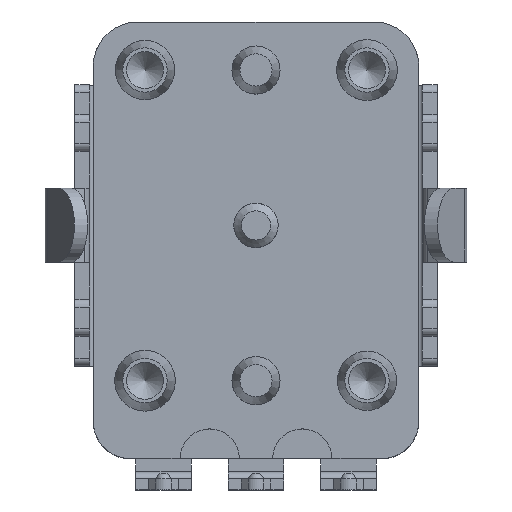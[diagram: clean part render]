
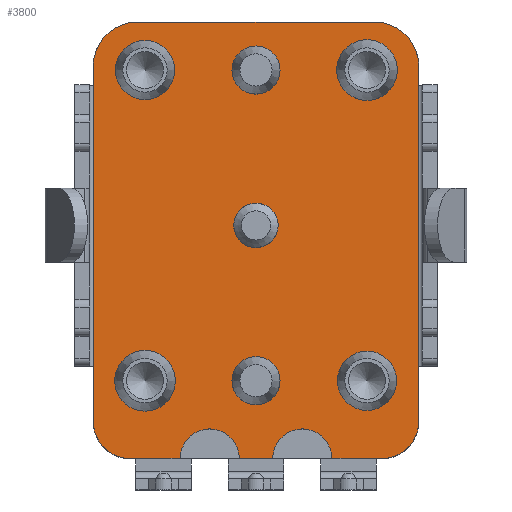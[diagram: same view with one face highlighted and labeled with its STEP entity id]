
A CAD part, top view. The second image highlights one B-rep face of the part: STEP entity #3800.
In plain terms, the highlighted planar face has unit normal (0, 0, 1).
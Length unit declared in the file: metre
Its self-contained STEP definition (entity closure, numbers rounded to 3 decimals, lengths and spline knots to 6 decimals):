
#204=CIRCLE('',#4813,0.0008);
#205=CIRCLE('',#4815,0.0008);
#217=CIRCLE('',#4850,0.0012);
#219=CIRCLE('',#4854,0.001);
#221=CIRCLE('',#4857,0.001);
#223=CIRCLE('',#4861,0.0012);
#224=CIRCLE('',#4863,0.0006);
#225=CIRCLE('',#4864,0.00082);
#226=CIRCLE('',#4865,0.00065);
#227=CIRCLE('',#4866,0.0008);
#228=CIRCLE('',#4867,0.00082);
#229=CIRCLE('',#4868,0.00065);
#230=CIRCLE('',#4869,0.0008);
#1120=ORIENTED_EDGE('',*,*,#1700,.F.);
#1121=ORIENTED_EDGE('',*,*,#1766,.T.);
#1122=ORIENTED_EDGE('',*,*,#1756,.T.);
#1123=ORIENTED_EDGE('',*,*,#1754,.T.);
#1124=ORIENTED_EDGE('',*,*,#1752,.T.);
#1125=ORIENTED_EDGE('',*,*,#1749,.T.);
#1126=ORIENTED_EDGE('',*,*,#1765,.T.);
#1127=ORIENTED_EDGE('',*,*,#1763,.T.);
#1128=ORIENTED_EDGE('',*,*,#1761,.T.);
#1129=ORIENTED_EDGE('',*,*,#1767,.T.);
#1130=ORIENTED_EDGE('',*,*,#1703,.F.);
#1131=ORIENTED_EDGE('',*,*,#1768,.T.);
#1132=ORIENTED_EDGE('',*,*,#1769,.T.);
#1133=ORIENTED_EDGE('',*,*,#1770,.F.);
#1134=ORIENTED_EDGE('',*,*,#1771,.F.);
#1135=ORIENTED_EDGE('',*,*,#1772,.F.);
#1136=ORIENTED_EDGE('',*,*,#1773,.F.);
#1137=ORIENTED_EDGE('',*,*,#1774,.F.);
#1138=ORIENTED_EDGE('',*,*,#1775,.F.);
#1700=EDGE_CURVE('',#2078,#2079,#204,.T.);
#1703=EDGE_CURVE('',#2080,#2081,#205,.T.);
#1749=EDGE_CURVE('',#2115,#2114,#2500,.T.);
#1752=EDGE_CURVE('',#2116,#2115,#217,.T.);
#1754=EDGE_CURVE('',#2117,#2116,#2504,.T.);
#1756=EDGE_CURVE('',#2119,#2117,#219,.T.);
#1761=EDGE_CURVE('',#2120,#2122,#221,.T.);
#1763=EDGE_CURVE('',#2123,#2120,#2509,.T.);
#1765=EDGE_CURVE('',#2114,#2123,#223,.T.);
#1766=EDGE_CURVE('',#2078,#2119,#2510,.T.);
#1767=EDGE_CURVE('',#2122,#2081,#2511,.T.);
#1768=EDGE_CURVE('',#2080,#2079,#2512,.T.);
#1769=EDGE_CURVE('',#2124,#2124,#224,.F.);
#1770=EDGE_CURVE('',#2125,#2125,#225,.T.);
#1771=EDGE_CURVE('',#2126,#2126,#226,.T.);
#1772=EDGE_CURVE('',#2127,#2127,#227,.T.);
#1773=EDGE_CURVE('',#2128,#2128,#228,.T.);
#1774=EDGE_CURVE('',#2129,#2129,#229,.T.);
#1775=EDGE_CURVE('',#2130,#2130,#230,.T.);
#2078=VERTEX_POINT('',#6856);
#2079=VERTEX_POINT('',#6858);
#2080=VERTEX_POINT('',#6862);
#2081=VERTEX_POINT('',#6864);
#2114=VERTEX_POINT('',#6960);
#2115=VERTEX_POINT('',#6962);
#2116=VERTEX_POINT('',#6966);
#2117=VERTEX_POINT('',#6970);
#2119=VERTEX_POINT('',#6976);
#2120=VERTEX_POINT('',#6980);
#2122=VERTEX_POINT('',#6984);
#2123=VERTEX_POINT('',#6988);
#2124=VERTEX_POINT('',#6998);
#2125=VERTEX_POINT('',#7000);
#2126=VERTEX_POINT('',#7002);
#2127=VERTEX_POINT('',#7004);
#2128=VERTEX_POINT('',#7006);
#2129=VERTEX_POINT('',#7008);
#2130=VERTEX_POINT('',#7010);
#2500=LINE('',#6961,#2871);
#2504=LINE('',#6971,#2875);
#2509=LINE('',#6989,#2880);
#2510=LINE('',#6994,#2881);
#2511=LINE('',#6995,#2882);
#2512=LINE('',#6996,#2883);
#2871=VECTOR('',#5835,1.);
#2875=VECTOR('',#5845,1.);
#2880=VECTOR('',#5864,1.);
#2881=VECTOR('',#5873,1.);
#2882=VECTOR('',#5874,1.);
#2883=VECTOR('',#5875,1.);
#3065=EDGE_LOOP('',(#1120,#1121,#1122,#1123,#1124,#1125,#1126,#1127,#1128,
#1129,#1130,#1131));
#3066=EDGE_LOOP('',(#1132));
#3067=EDGE_LOOP('',(#1133));
#3068=EDGE_LOOP('',(#1134));
#3069=EDGE_LOOP('',(#1135));
#3070=EDGE_LOOP('',(#1136));
#3071=EDGE_LOOP('',(#1137));
#3072=EDGE_LOOP('',(#1138));
#3313=FACE_BOUND('',#3065,.T.);
#3314=FACE_BOUND('',#3066,.T.);
#3315=FACE_BOUND('',#3067,.T.);
#3316=FACE_BOUND('',#3068,.T.);
#3317=FACE_BOUND('',#3069,.T.);
#3318=FACE_BOUND('',#3070,.T.);
#3319=FACE_BOUND('',#3071,.T.);
#3320=FACE_BOUND('',#3072,.T.);
#3509=PLANE('',#4862);
#3800=ADVANCED_FACE('',(#3313,#3314,#3315,#3316,#3317,#3318,#3319,#3320),
#3509,.T.);
#4813=AXIS2_PLACEMENT_3D('',#6857,#5731,#5732);
#4815=AXIS2_PLACEMENT_3D('',#6863,#5737,#5738);
#4850=AXIS2_PLACEMENT_3D('',#6967,#5840,#5841);
#4854=AXIS2_PLACEMENT_3D('',#6975,#5850,#5851);
#4857=AXIS2_PLACEMENT_3D('',#6985,#5859,#5860);
#4861=AXIS2_PLACEMENT_3D('',#6992,#5869,#5870);
#4862=AXIS2_PLACEMENT_3D('',#6993,#5871,#5872);
#4863=AXIS2_PLACEMENT_3D('',#6997,#5876,#5877);
#4864=AXIS2_PLACEMENT_3D('',#6999,#5878,#5879);
#4865=AXIS2_PLACEMENT_3D('',#7001,#5880,#5881);
#4866=AXIS2_PLACEMENT_3D('',#7003,#5882,#5883);
#4867=AXIS2_PLACEMENT_3D('',#7005,#5884,#5885);
#4868=AXIS2_PLACEMENT_3D('',#7007,#5886,#5887);
#4869=AXIS2_PLACEMENT_3D('',#7009,#5888,#5889);
#5731=DIRECTION('',(0.,0.,1.));
#5732=DIRECTION('',(-1.,0.,0.));
#5737=DIRECTION('',(0.,0.,1.));
#5738=DIRECTION('',(-1.,0.,0.));
#5835=DIRECTION('',(-1.,0.,0.));
#5840=DIRECTION('',(0.,0.,1.));
#5841=DIRECTION('',(-1.,0.,0.));
#5845=DIRECTION('',(0.,1.,0.));
#5850=DIRECTION('',(0.,0.,1.));
#5851=DIRECTION('',(1.,0.,0.));
#5859=DIRECTION('',(0.,0.,1.));
#5860=DIRECTION('',(1.,0.,0.));
#5864=DIRECTION('',(0.,-1.,0.));
#5869=DIRECTION('',(0.,0.,1.));
#5870=DIRECTION('',(1.,0.,0.));
#5871=DIRECTION('',(0.,0.,1.));
#5872=DIRECTION('',(1.,0.,0.));
#5873=DIRECTION('',(1.,0.,0.));
#5874=DIRECTION('',(1.,0.,0.));
#5875=DIRECTION('',(1.,0.,0.));
#5876=DIRECTION('',(0.,0.,1.));
#5877=DIRECTION('',(1.,0.,0.));
#5878=DIRECTION('',(0.,0.,1.));
#5879=DIRECTION('',(1.,0.,0.));
#5880=DIRECTION('',(0.,0.,1.));
#5881=DIRECTION('',(1.,0.,0.));
#5882=DIRECTION('',(0.,0.,1.));
#5883=DIRECTION('',(1.,0.,0.));
#5884=DIRECTION('',(0.,0.,1.));
#5885=DIRECTION('',(1.,0.,0.));
#5886=DIRECTION('',(0.,0.,1.));
#5887=DIRECTION('',(-1.,0.,0.));
#5888=DIRECTION('',(0.,0.,1.));
#5889=DIRECTION('',(-1.,0.,0.));
#6856=CARTESIAN_POINT('',(0.00205,-0.0063,0.00448));
#6857=CARTESIAN_POINT('',(0.00125,-0.0063,0.00448));
#6858=CARTESIAN_POINT('',(0.00045,-0.0063,0.00448));
#6862=CARTESIAN_POINT('',(-0.00045,-0.0063,0.00448));
#6863=CARTESIAN_POINT('',(-0.00125,-0.0063,0.00448));
#6864=CARTESIAN_POINT('',(-0.00205,-0.0063,0.00448));
#6960=CARTESIAN_POINT('',(-0.0032,0.0055,0.00448));
#6961=CARTESIAN_POINT('',(-0.0032,0.0055,0.00448));
#6962=CARTESIAN_POINT('',(0.0032,0.0055,0.00448));
#6966=CARTESIAN_POINT('',(0.0044,0.0043,0.00448));
#6967=CARTESIAN_POINT('',(0.0032,0.0043,0.00448));
#6970=CARTESIAN_POINT('',(0.0044,-0.0053,0.00448));
#6971=CARTESIAN_POINT('',(0.0044,0.0043,0.00448));
#6975=CARTESIAN_POINT('',(0.0034,-0.0053,0.00448));
#6976=CARTESIAN_POINT('',(0.0034,-0.0063,0.00448));
#6980=CARTESIAN_POINT('',(-0.0044,-0.0053,0.00448));
#6984=CARTESIAN_POINT('',(-0.0034,-0.0063,0.00448));
#6985=CARTESIAN_POINT('',(-0.0034,-0.0053,0.00448));
#6988=CARTESIAN_POINT('',(-0.0044,0.0043,0.00448));
#6989=CARTESIAN_POINT('',(-0.0044,0.0043,0.00448));
#6992=CARTESIAN_POINT('',(-0.0032,0.0043,0.00448));
#6993=CARTESIAN_POINT('',(-0.0032,0.0043,0.00448));
#6994=CARTESIAN_POINT('',(-0.0034,-0.0063,0.00448));
#6995=CARTESIAN_POINT('',(-0.0034,-0.0063,0.00448));
#6996=CARTESIAN_POINT('',(-0.0034,-0.0063,0.00448));
#6997=CARTESIAN_POINT('',(-0.000001,0.,0.00448));
#6998=CARTESIAN_POINT('',(0.000599,0.,0.00448));
#6999=CARTESIAN_POINT('',(0.003,0.0042,0.00448));
#7000=CARTESIAN_POINT('',(0.00382,0.0042,0.00448));
#7001=CARTESIAN_POINT('',(0.,0.0042,0.00448));
#7002=CARTESIAN_POINT('',(0.00065,0.0042,0.00448));
#7003=CARTESIAN_POINT('',(-0.003,0.0042,0.00448));
#7004=CARTESIAN_POINT('',(-0.0022,0.0042,0.00448));
#7005=CARTESIAN_POINT('',(-0.003,-0.0042,0.00448));
#7006=CARTESIAN_POINT('',(-0.00218,-0.0042,0.00448));
#7007=CARTESIAN_POINT('',(0.,-0.0042,0.00448));
#7008=CARTESIAN_POINT('',(-0.00065,-0.0042,0.00448));
#7009=CARTESIAN_POINT('',(0.003,-0.0042,0.00448));
#7010=CARTESIAN_POINT('',(0.0022,-0.0042,0.00448));
